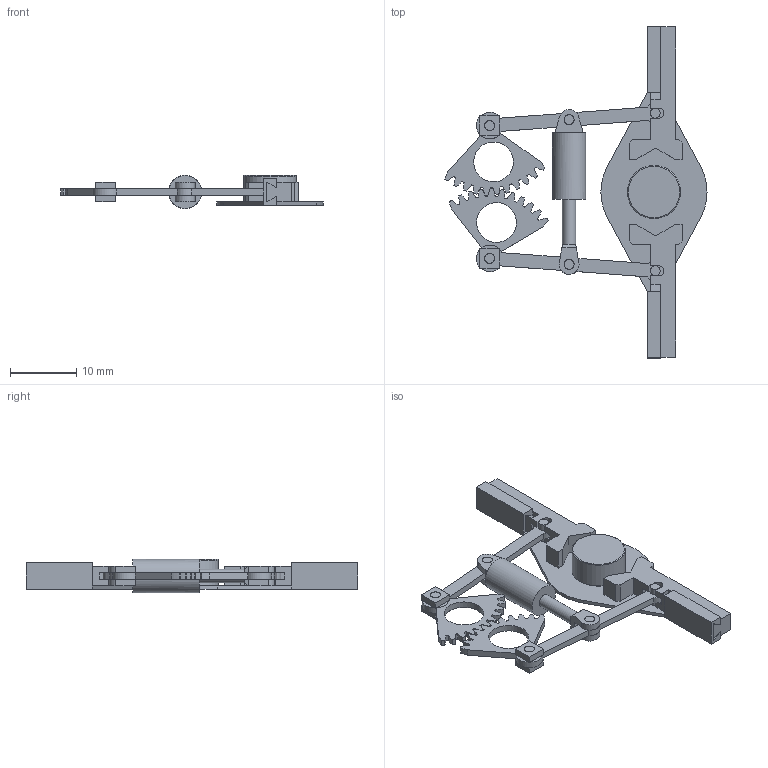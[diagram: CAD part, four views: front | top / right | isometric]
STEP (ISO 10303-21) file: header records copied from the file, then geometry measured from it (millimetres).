
FILE_DESCRIPTION(/* description */ (''),/* implementation_level */ '2;1');
FILE_NAME(/* name */ 'Assembly1.stp',/* time_stamp */ '2023-05-21T18:23:39+07:00',/* author */ ('admin'),/* organization */ (''),/* preprocessor_version */ 'ST-DEVELOPER v18.1',/* originating_system */ 'Autodesk Inventor 2022',/* authorisation */ '');
FILE_SCHEMA (('AUTOMOTIVE_DESIGN { 1 0 10303 214 3 1 1 }'));
Length unit declared in the file: millimetre
Products named in the file (9): Assembly1; Runway; Frame; Jaw1; CrankA; Gear; Piston; Cylinder; Work
Assembly tree (12 placements, depth 2):
  Assembly1
    Runway
    Frame  x2
    Jaw1  x2
    CrankA  x2
    Gear  x2
    Piston
    Cylinder
    Work
Bounding box: 39.49 x 50 x 5 mm (x, y, z)
Volume: 1336 mm3; surface area: 3402.2 mm2
Topology: 14 solids, 14 shells, 315 faces, 785 edges, 513 vertices
Faces by surface type: plane 179, cylinder 134, torus 2
Full cylindrical faces by diameter (mm): 1.5 x20, 2 x2, 4 x2, 5 x1, 6 x2, 8 x1
Entity records: 6221 total; most frequent: DIRECTION 1078, CARTESIAN_POINT 1010, ORIENTED_EDGE 962, EDGE_CURVE 481, AXIS2_PLACEMENT_3D 379, LINE 320, VECTOR 320, VERTEX_POINT 311
